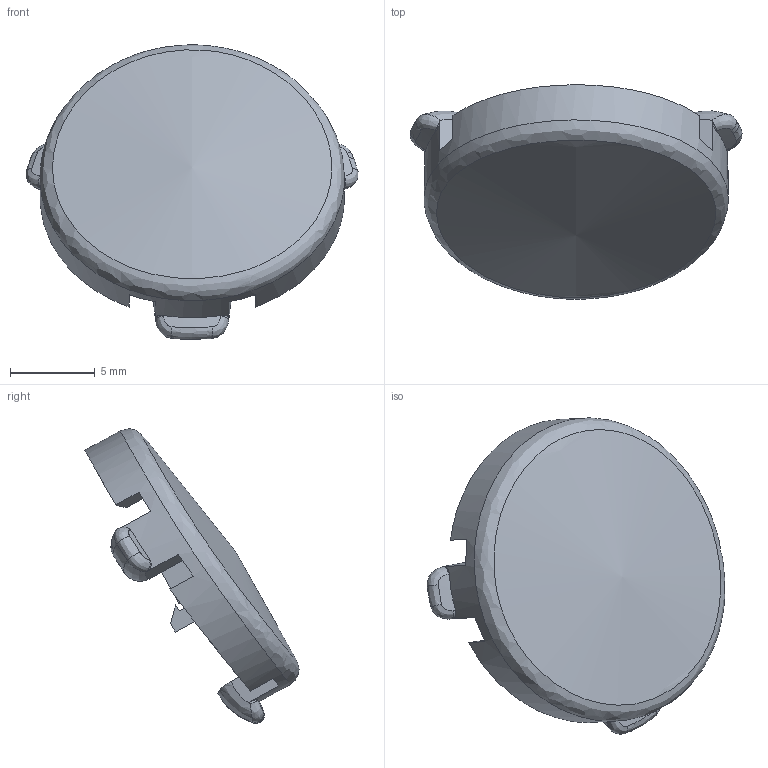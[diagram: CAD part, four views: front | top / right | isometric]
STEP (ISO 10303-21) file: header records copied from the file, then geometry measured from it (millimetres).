
FILE_DESCRIPTION(/* description */ (''),/* implementation_level */ '2;1');
FILE_NAME(/* name */ 'кнопка с защелками.step',/* time_stamp */ '2021-12-07T00:04:09+03:00',/* author */ (''),/* organization */ (''),/* preprocessor_version */ 'ST-DEVELOPER v18.1',/* originating_system */ 'Autodesk Translation Framework v10.10.0.1391',/* authorisation */ '');
FILE_SCHEMA (('AUTOMOTIVE_DESIGN { 1 0 10303 214 3 1 1 }'));
Length unit declared in the file: millimetre
Products named in the file (1): button snaps (1) (2)
Bounding box: 19.62 x 12.66 x 17.41 mm (x, y, z)
Volume: 563.2 mm3; surface area: 939.8 mm2
Topology: 1 solids, 1 shells, 86 faces, 219 edges, 139 vertices
Faces by surface type: bspline 41, plane 38, cylinder 7
Full cylindrical faces by diameter (mm): 18 x1
Entity records: 5371 total; most frequent: CARTESIAN_POINT 3627, ORIENTED_EDGE 438, EDGE_CURVE 219, DIRECTION 197, VERTEX_POINT 139, B_SPLINE_CURVE_WITH_KNOTS 129, EDGE_LOOP 90, FACE_OUTER_BOUND 86
